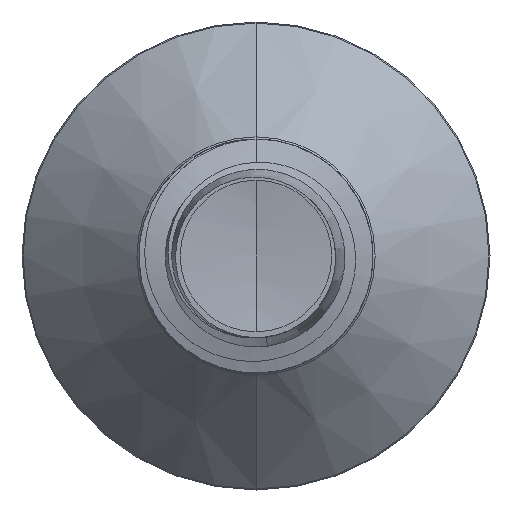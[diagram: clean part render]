
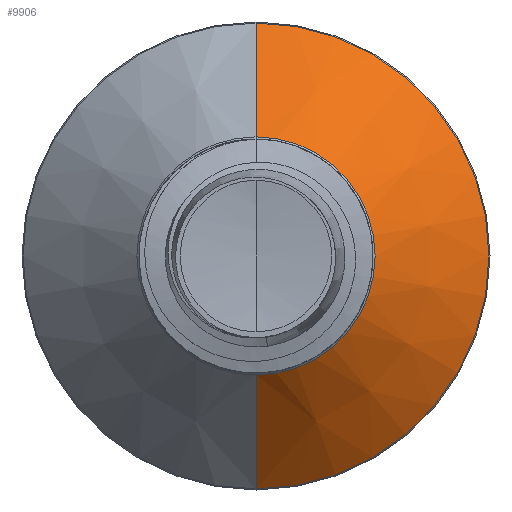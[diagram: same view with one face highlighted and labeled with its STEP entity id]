
A CAD part, front view. The second image highlights one B-rep face of the part: STEP entity #9906.
In plain terms, the highlighted conical face has half-angle 45 degrees and reference radius 1.782 mm.
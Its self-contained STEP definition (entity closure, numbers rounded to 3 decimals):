
#322 = VERTEX_POINT ( 'NONE', #4269 ) ;
#1443 = CARTESIAN_POINT ( 'NONE',  ( 0., 5.632, 1.782 ) ) ;
#1662 = DIRECTION ( 'NONE',  ( 0., 1., 0. ) ) ;
#1728 = VERTEX_POINT ( 'NONE', #12250 ) ;
#1980 = ORIENTED_EDGE ( 'NONE', *, *, #9268, .F. ) ;
#2180 = DIRECTION ( 'NONE',  ( 0., 1., 0. ) ) ;
#3055 = ORIENTED_EDGE ( 'NONE', *, *, #6141, .T. ) ;
#3271 = CARTESIAN_POINT ( 'NONE',  ( 0., 5.632, 0. ) ) ;
#3717 = VERTEX_POINT ( 'NONE', #1443 ) ;
#4258 = LINE ( 'NONE', #17951, #13650 ) ;
#4269 = CARTESIAN_POINT ( 'NONE',  ( 0., 7.335, 3.485 ) ) ;
#5427 = LINE ( 'NONE', #7214, #12927 ) ;
#6141 = EDGE_CURVE ( 'NONE', #3717, #16325, #13909, .T. ) ;
#6881 = CONICAL_SURFACE ( 'NONE', #17969, 1.782, 0.785 ) ;
#7214 = CARTESIAN_POINT ( 'NONE',  ( 0., 5.632, -1.782 ) ) ;
#7363 = FACE_OUTER_BOUND ( 'NONE', #7536, .T. ) ;
#7536 = EDGE_LOOP ( 'NONE', ( #3055, #8240, #16859, #1980 ) ) ;
#7595 = DIRECTION ( 'NONE',  ( 0., 0.707, 0.707 ) ) ;
#7724 = DIRECTION ( 'NONE',  ( 0., 1., 0. ) ) ;
#8240 = ORIENTED_EDGE ( 'NONE', *, *, #10634, .T. ) ;
#9180 = AXIS2_PLACEMENT_3D ( 'NONE', #10742, #1662, #12235 ) ;
#9268 = EDGE_CURVE ( 'NONE', #3717, #322, #4258, .T. ) ;
#9906 = ADVANCED_FACE ( 'NONE', ( #7363 ), #6881, .T. ) ;
#10217 = DIRECTION ( 'NONE',  ( 0., 0.707, -0.707 ) ) ;
#10634 = EDGE_CURVE ( 'NONE', #16325, #1728, #5427, .T. ) ;
#10742 = CARTESIAN_POINT ( 'NONE',  ( 0., 5.632, 0. ) ) ;
#11225 = CARTESIAN_POINT ( 'NONE',  ( 0., 7.335, 0. ) ) ;
#11641 = EDGE_CURVE ( 'NONE', #322, #1728, #15535, .T. ) ;
#12235 = DIRECTION ( 'NONE',  ( 0., 0., 1. ) ) ;
#12250 = CARTESIAN_POINT ( 'NONE',  ( 0., 7.335, -3.485 ) ) ;
#12718 = DIRECTION ( 'NONE',  ( 0., 0., 1. ) ) ;
#12927 = VECTOR ( 'NONE', #10217, 1000. ) ;
#13650 = VECTOR ( 'NONE', #7595, 1000. ) ;
#13785 = DIRECTION ( 'NONE',  ( 0., 0., 1. ) ) ;
#13909 = CIRCLE ( 'NONE', #9180, 1.782 ) ;
#14972 = CARTESIAN_POINT ( 'NONE',  ( 0., 5.632, -1.782 ) ) ;
#15535 = CIRCLE ( 'NONE', #16607, 3.485 ) ;
#16325 = VERTEX_POINT ( 'NONE', #14972 ) ;
#16607 = AXIS2_PLACEMENT_3D ( 'NONE', #11225, #2180, #12718 ) ;
#16859 = ORIENTED_EDGE ( 'NONE', *, *, #11641, .F. ) ;
#17951 = CARTESIAN_POINT ( 'NONE',  ( 0., 5.632, 1.782 ) ) ;
#17969 = AXIS2_PLACEMENT_3D ( 'NONE', #3271, #7724, #13785 ) ;
